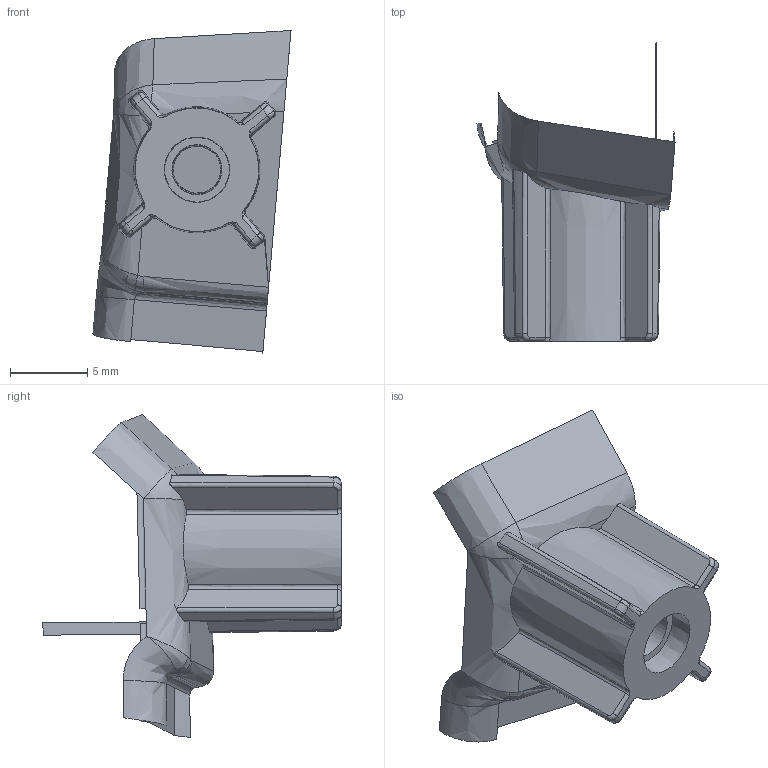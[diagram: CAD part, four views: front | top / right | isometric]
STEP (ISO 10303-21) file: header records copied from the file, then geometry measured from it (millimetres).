
FILE_DESCRIPTION(('Open CASCADE Model'),'2;1');
FILE_NAME('Open CASCADE Shape Model','2025-10-21T21:37:35',('Author'),( 'Open CASCADE'),'Open CASCADE STEP processor 7.7','Open CASCADE 7.7' ,'Unknown');
FILE_SCHEMA(('AUTOMOTIVE_DESIGN { 1 0 10303 214 1 1 1 1 }'));
Length unit declared in the file: millimetre
Products named in the file (91): Open CASCADE STEP translator 7.7 55; Open CASCADE STEP translator 7.7 55.1; Open CASCADE STEP translator 7.7 55.2; Open CASCADE STEP translator 7.7 55.3; Open CASCADE STEP translator 7.7 55.4; Open CASCADE STEP translator 7.7 55.5; Open CASCADE STEP translator 7.7 55.6; Open CASCADE STEP translator 7.7 55.7; Open CASCADE STEP translator 7.7 55.8; Open CASCADE STEP translator 7.7 55.9; Open CASCADE STEP translator 7.7 55.10; Open CASCADE STEP translator 7.7 55.11; Open CASCADE STEP translator 7.7 55.12; Open CASCADE STEP translator 7.7 55.13; Open CASCADE STEP translator 7.7 55.14; Open CASCADE STEP translator 7.7 55.15; Open CASCADE STEP translator 7.7 55.16; Open CASCADE STEP translator 7.7 55.17; Open CASCADE STEP translator 7.7 55.18; Open CASCADE STEP translator 7.7 55.19; Open CASCADE STEP translator 7.7 55.20; Open CASCADE STEP translator 7.7 55.21; Open CASCADE STEP translator 7.7 55.22; Open CASCADE STEP translator 7.7 55.23; Open CASCADE STEP translator 7.7 55.24; Open CASCADE STEP translator 7.7 55.25; Open CASCADE STEP translator 7.7 55.26; Open CASCADE STEP translator 7.7 55.27; Open CASCADE STEP translator 7.7 55.28; Open CASCADE STEP translator 7.7 55.29; Open CASCADE STEP translator 7.7 55.30; Open CASCADE STEP translator 7.7 55.31; Open CASCADE STEP translator 7.7 55.32; Open CASCADE STEP translator 7.7 55.33; Open CASCADE STEP translator 7.7 55.34; Open CASCADE STEP translator 7.7 55.35; Open CASCADE STEP translator 7.7 55.36; Open CASCADE STEP translator 7.7 55.37; Open CASCADE STEP translator 7.7 55.38; Open CASCADE STEP translator 7.7 55.39 ...
Assembly tree (90 placements, depth 2):
  Open CASCADE STEP translator 7.7 55
    Open CASCADE STEP translator 7.7 55.1
    Open CASCADE STEP translator 7.7 55.2
    Open CASCADE STEP translator 7.7 55.3
    Open CASCADE STEP translator 7.7 55.4
    Open CASCADE STEP translator 7.7 55.5
    Open CASCADE STEP translator 7.7 55.6
    Open CASCADE STEP translator 7.7 55.7
    Open CASCADE STEP translator 7.7 55.8
    Open CASCADE STEP translator 7.7 55.9
    Open CASCADE STEP translator 7.7 55.10
    Open CASCADE STEP translator 7.7 55.11
    Open CASCADE STEP translator 7.7 55.12
    Open CASCADE STEP translator 7.7 55.13
    Open CASCADE STEP translator 7.7 55.14
    Open CASCADE STEP translator 7.7 55.15
    Open CASCADE STEP translator 7.7 55.16
    Open CASCADE STEP translator 7.7 55.17
    Open CASCADE STEP translator 7.7 55.18
    Open CASCADE STEP translator 7.7 55.19
    Open CASCADE STEP translator 7.7 55.20
    Open CASCADE STEP translator 7.7 55.21
    Open CASCADE STEP translator 7.7 55.22
    Open CASCADE STEP translator 7.7 55.23
    Open CASCADE STEP translator 7.7 55.24
    Open CASCADE STEP translator 7.7 55.25
    Open CASCADE STEP translator 7.7 55.26
    Open CASCADE STEP translator 7.7 55.27
    Open CASCADE STEP translator 7.7 55.28
    Open CASCADE STEP translator 7.7 55.29
    Open CASCADE STEP translator 7.7 55.30
    Open CASCADE STEP translator 7.7 55.31
    Open CASCADE STEP translator 7.7 55.32
    Open CASCADE STEP translator 7.7 55.33
    Open CASCADE STEP translator 7.7 55.34
    Open CASCADE STEP translator 7.7 55.35
    Open CASCADE STEP translator 7.7 55.36
    Open CASCADE STEP translator 7.7 55.37
    Open CASCADE STEP translator 7.7 55.38
    Open CASCADE STEP translator 7.7 55.39
    Open CASCADE STEP translator 7.7 55.40
    Open CASCADE STEP translator 7.7 55.41
    Open CASCADE STEP translator 7.7 55.42
    Open CASCADE STEP translator 7.7 55.43
    Open CASCADE STEP translator 7.7 55.44
    Open CASCADE STEP translator 7.7 55.45
    Open CASCADE STEP translator 7.7 55.46
    Open CASCADE STEP translator 7.7 55.47
    Open CASCADE STEP translator 7.7 55.48
    Open CASCADE STEP translator 7.7 55.49
    Open CASCADE STEP translator 7.7 55.50
    Open CASCADE STEP translator 7.7 55.51
    Open CASCADE STEP translator 7.7 55.52
    Open CASCADE STEP translator 7.7 55.53
    Open CASCADE STEP translator 7.7 55.54
    Open CASCADE STEP translator 7.7 55.55
    Open CASCADE STEP translator 7.7 55.56
    Open CASCADE STEP translator 7.7 55.57
    Open CASCADE STEP translator 7.7 55.58
    Open CASCADE STEP translator 7.7 55.59
Bounding box: 12.81 x 19.31 x 20.89 mm (x, y, z)
Surface area: 997.9 mm2 (no closed solid volume)
Topology: 0 solids, 90 shells, 90 faces, 453 edges, 448 vertices
Faces by surface type: bspline 58, plane 10, cone 9, cylinder 8, torus 4, sphere 1
Entity records: 13632 total; most frequent: CARTESIAN_POINT 7321, B_SPLINE_CURVE_WITH_KNOTS 669, DIRECTION 576, ORIENTED_EDGE 454, PCURVE 454, DEFINITIONAL_REPRESENTATION 454, EDGE_CURVE 451, VERTEX_POINT 448
